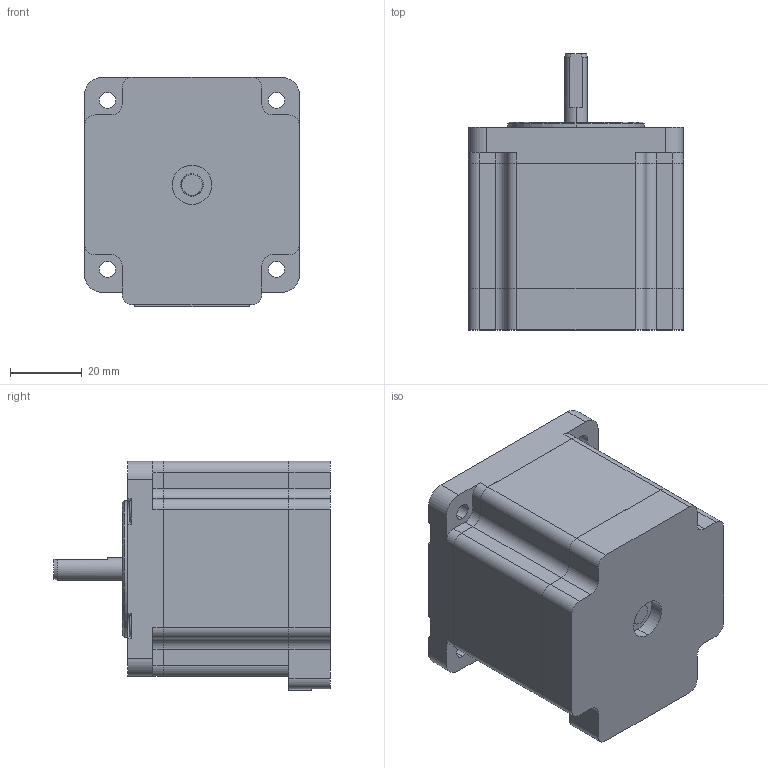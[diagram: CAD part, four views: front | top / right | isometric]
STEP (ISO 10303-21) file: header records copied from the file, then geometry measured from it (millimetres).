
FILE_DESCRIPTION (( 'STEP AP214' ), '1' );
FILE_NAME ('MS24HS2P.STEP', '2016-06-21T03:50:58', ( '' ), ( '' ), 'SwSTEP 2.0', 'SolidWorks 2012', '' );
FILE_SCHEMA (( 'AUTOMOTIVE_DESIGN' ));
Length unit declared in the file: millimetre
Products named in the file (1): MS24HS2P
Bounding box: 60 x 77.1 x 64 mm (x, y, z)
Volume: 182710 mm3; surface area: 30680.6 mm2
Topology: 2 solids, 2 shells, 285 faces, 757 edges, 499 vertices
Faces by surface type: plane 173, cylinder 90, cone 14, torus 8
Entity records: 11023 total; most frequent: DIRECTION 1549, CARTESIAN_POINT 1548, ORIENTED_EDGE 1514, EDGE_CURVE 757, LINE 533, VECTOR 533, AXIS2_PLACEMENT_3D 508, VERTEX_POINT 499
